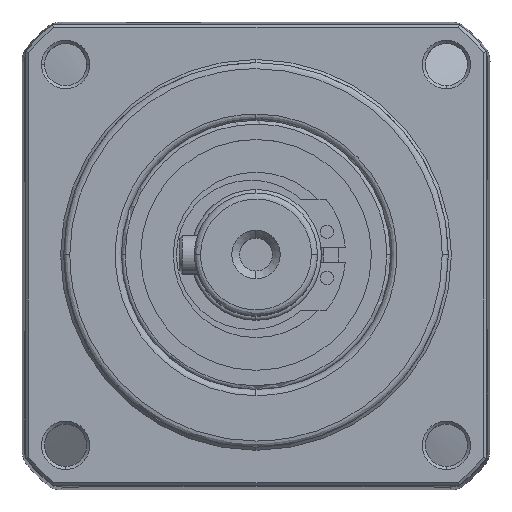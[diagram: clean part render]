
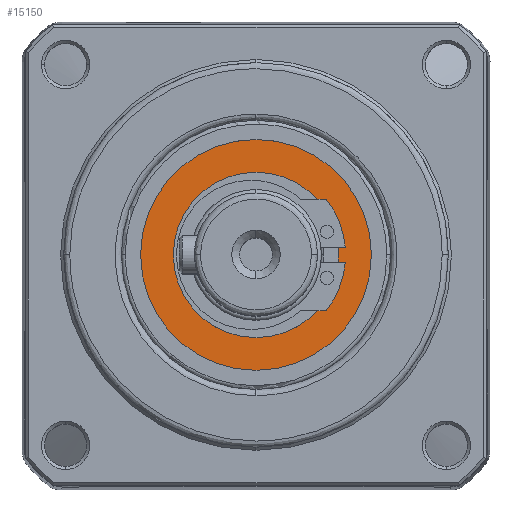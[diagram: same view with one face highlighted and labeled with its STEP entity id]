
A CAD part, top view. The second image highlights one B-rep face of the part: STEP entity #15150.
In plain terms, the highlighted planar face has unit normal (0, 0, 1).
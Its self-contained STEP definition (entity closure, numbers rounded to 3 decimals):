
#938 = CIRCLE ( 'NONE', #10066, 10.75 ) ;
#1059 = VERTEX_POINT ( 'NONE', #6359 ) ;
#2155 = ORIENTED_EDGE ( 'NONE', *, *, #15379, .T. ) ;
#2410 = AXIS2_PLACEMENT_3D ( 'NONE', #17446, #17408, #17375 ) ;
#3980 = EDGE_CURVE ( 'NONE', #5762, #26590, #27555, .T. ) ;
#4067 = EDGE_CURVE ( 'NONE', #1059, #4153, #26909, .T. ) ;
#4153 = VERTEX_POINT ( 'NONE', #15705 ) ;
#5762 = VERTEX_POINT ( 'NONE', #27814 ) ;
#6359 = CARTESIAN_POINT ( 'NONE',  ( -10.75, 0., 9.5 ) ) ;
#8510 = DIRECTION ( 'NONE',  ( 1., 0., 0. ) ) ;
#8548 = DIRECTION ( 'NONE',  ( 0., 0., 1. ) ) ;
#8555 = CARTESIAN_POINT ( 'NONE',  ( 0., 0., 9.5 ) ) ;
#9464 = CARTESIAN_POINT ( 'NONE',  ( 0., 0., 9.5 ) ) ;
#10066 = AXIS2_PLACEMENT_3D ( 'NONE', #9464, #25040, #11746 ) ;
#10462 = FACE_BOUND ( 'NONE', #27680, .T. ) ;
#11125 = AXIS2_PLACEMENT_3D ( 'NONE', #8555, #8548, #8510 ) ;
#11746 = DIRECTION ( 'NONE',  ( 1., 0., 0. ) ) ;
#14711 = AXIS2_PLACEMENT_3D ( 'NONE', #16389, #16382, #16354 ) ;
#14733 = DIRECTION ( 'NONE',  ( 1., 0., 0. ) ) ;
#14757 = DIRECTION ( 'NONE',  ( 0., 0., 1. ) ) ;
#14821 = PLANE ( 'NONE',  #23302 ) ;
#14857 = CARTESIAN_POINT ( 'NONE',  ( 0., 0., 9.5 ) ) ;
#15150 = ADVANCED_FACE ( 'NONE', ( #10462, #26674 ), #14821, .T. ) ;
#15379 = EDGE_CURVE ( 'NONE', #26590, #5762, #17469, .T. ) ;
#15705 = CARTESIAN_POINT ( 'NONE',  ( 10.75, 0., 9.5 ) ) ;
#16354 = DIRECTION ( 'NONE',  ( 1., 0., 0. ) ) ;
#16382 = DIRECTION ( 'NONE',  ( 0., 0., -1. ) ) ;
#16389 = CARTESIAN_POINT ( 'NONE',  ( 0., 0., 9.5 ) ) ;
#17375 = DIRECTION ( 'NONE',  ( 1., 0., 0. ) ) ;
#17408 = DIRECTION ( 'NONE',  ( 0., 0., 1. ) ) ;
#17446 = CARTESIAN_POINT ( 'NONE',  ( 0., 0., 9.5 ) ) ;
#17469 = CIRCLE ( 'NONE', #11125, 15. ) ;
#18919 = EDGE_LOOP ( 'NONE', ( #25594, #2155 ) ) ;
#19931 = ORIENTED_EDGE ( 'NONE', *, *, #4067, .T. ) ;
#23181 = ORIENTED_EDGE ( 'NONE', *, *, #27775, .T. ) ;
#23302 = AXIS2_PLACEMENT_3D ( 'NONE', #14857, #14757, #14733 ) ;
#23884 = CARTESIAN_POINT ( 'NONE',  ( -15., 0., 9.5 ) ) ;
#25040 = DIRECTION ( 'NONE',  ( 0., 0., -1. ) ) ;
#25594 = ORIENTED_EDGE ( 'NONE', *, *, #3980, .T. ) ;
#26590 = VERTEX_POINT ( 'NONE', #23884 ) ;
#26674 = FACE_OUTER_BOUND ( 'NONE', #18919, .T. ) ;
#26909 = CIRCLE ( 'NONE', #14711, 10.75 ) ;
#27555 = CIRCLE ( 'NONE', #2410, 15. ) ;
#27680 = EDGE_LOOP ( 'NONE', ( #23181, #19931 ) ) ;
#27775 = EDGE_CURVE ( 'NONE', #4153, #1059, #938, .T. ) ;
#27814 = CARTESIAN_POINT ( 'NONE',  ( 15., 0., 9.5 ) ) ;
